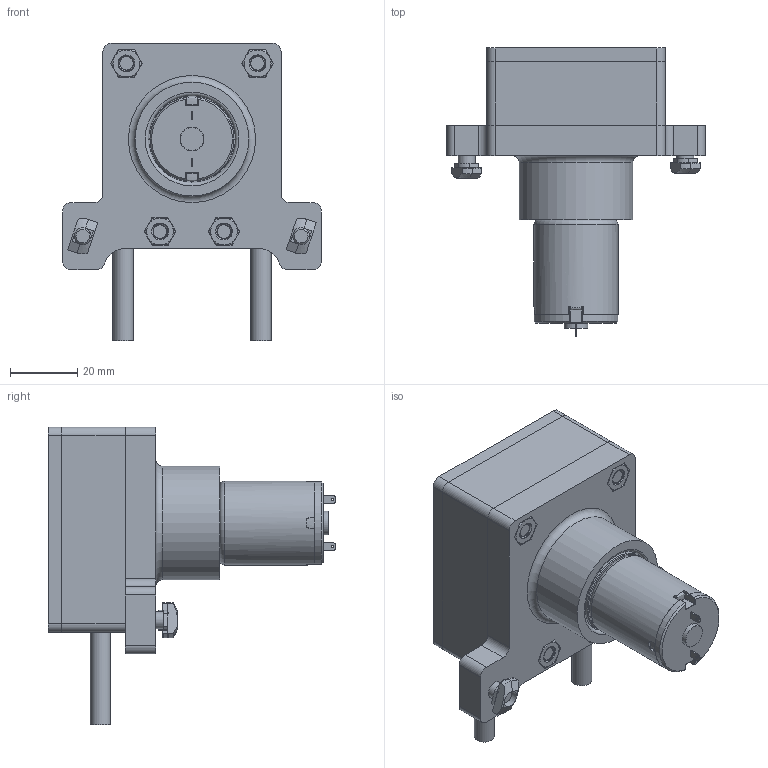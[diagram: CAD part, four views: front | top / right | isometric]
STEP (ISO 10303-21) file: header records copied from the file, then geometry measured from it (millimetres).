
FILE_DESCRIPTION(/* description */ (''),/* implementation_level */ '2;1');
FILE_NAME(/* name */ 'BombaPeristaltica.stp',/* time_stamp */ '2021-07-13T16:39:09-04:00',/* author */ ('JK'),/* organization */ (''),/* preprocessor_version */ 'ST-DEVELOPER v18',/* originating_system */ 'Autodesk Inventor 2020',/* authorisation */ '');
FILE_SCHEMA (('AUTOMOTIVE_DESIGN { 1 0 10303 214 3 1 1 }'));
Length unit declared in the file: millimetre
Products named in the file (23): BombaPerisImprimible; JGA25-372 24V Motor; Impulsor; Impulsor_1; W 605-2Z; W 605-2Z_PART1; W 605-2Z_PART2; W 605-2Z_PART3; W 605-2Z_PART4; PrisioneroM3; M3Nut; M5Nut; Perno M5x15 cabeza plana_; Caja2; TapaSuperior; CASEB_v3; M3x6SinkBolt; GolillaM4; Manguera; Perno M5x8 cabeza plana; M5Nut_1; T_Slot_Nut_Dropin_2020 m5 v2; Perno M5x8 cabeza plana_1
Assembly tree (56 placements, depth 4):
  BombaPerisImprimible
    JGA25-372 24V Motor
    Impulsor
      Impulsor_1
      W 605-2Z  x6
        W 605-2Z_PART1
        W 605-2Z_PART2
        W 605-2Z_PART3
        W 605-2Z_PART4
      PrisioneroM3  x3
      M3Nut  x3
      M5Nut  x3
      Perno M5x15 cabeza plana_  x3
    Caja2
    TapaSuperior
    M3x6SinkBolt  x2
    CASEB_v3
    GolillaM4
    Manguera
    Perno M5x8 cabeza plana  x4
    M5Nut_1  x4
    T_Slot_Nut_Dropin_2020 m5 v2  x2
    Perno M5x8 cabeza plana_1  x2
Bounding box: 77 x 85.6 x 88.5 mm (x, y, z)
Volume: 103372.9 mm3; surface area: 74226.4 mm2
Topology: 99 solids, 99 shells, 1705 faces, 4487 edges, 2960 vertices
Faces by surface type: plane 659, cylinder 522, cone 291, torus 111, bspline 66, sphere 56
Full cylindrical faces by diameter (mm): 0.8 x2, 2 x4, 2.2 x2, 2.35 x56, 2.5 x2, 3 x51, 3.2 x2, 3.3 x6, 3.6 x2, 3.961 x18, 4 x7, 4.1 x2, 4.3 x2, 5 x41, 5.029 x2, 5.3 x3, 5.4 x4, 5.5 x8, 6 x5, 6.4 x1, 6.9 x24, 7 x3, 7.79 x12, 8 x1, 9 x10, 9.5 x6, 11 x1, 11.28 x12, 12.2 x24, 14 x6
Entity records: 37434 total; most frequent: CARTESIAN_POINT 13971, DIRECTION 4794, ORIENTED_EDGE 4650, EDGE_CURVE 2325, AXIS2_PLACEMENT_3D 1893, VERTEX_POINT 1530, EDGE_LOOP 1037, LINE 1008
